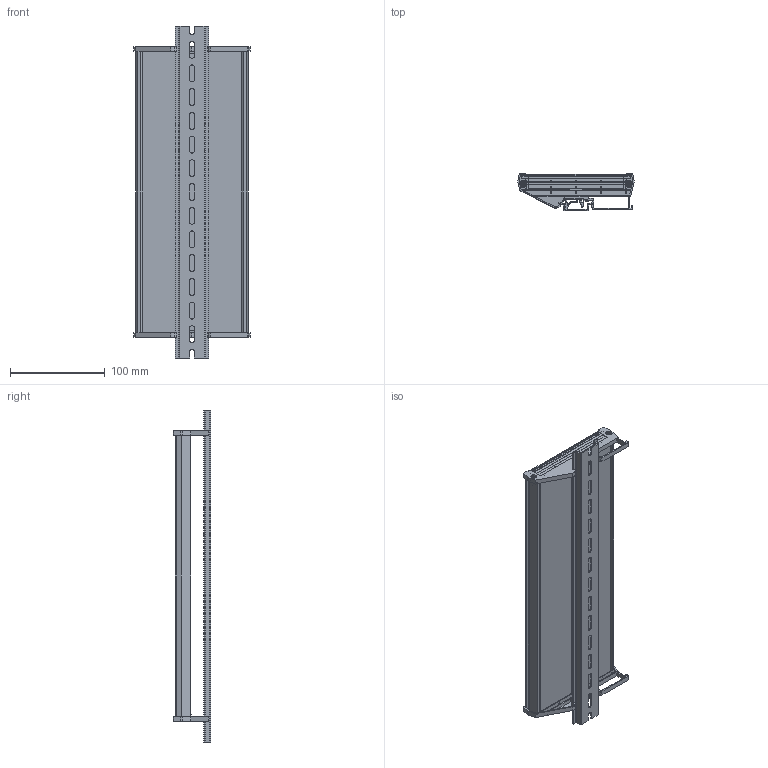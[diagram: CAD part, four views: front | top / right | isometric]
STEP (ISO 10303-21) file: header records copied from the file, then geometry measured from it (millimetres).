
FILE_DESCRIPTION (( 'STEP AP214' ), '1' );
FILE_NAME ('PHCR-PHRKLR-300.STEP', '2022-01-24T11:33:34', ( '' ), ( '' ), 'SwSTEP 2.0', 'SolidWorks 2017', '' );
FILE_SCHEMA (( 'AUTOMOTIVE_DESIGN' ));
Length unit declared in the file: millimetre
Products named in the file (16): Side Screw; Profile - 108_Profile-300; PHFR; PHCR-PHRKLR-300; PCB-108; Profile - 108; PHFL; Rail-150_Rail Length - 300; PCB-108_PCB-300; Rail-150
Assembly tree (9 placements, depth 2):
  Side Screw
  PHFR
  PHCR-PHRKLR-300
    Profile - 108_Profile-300
    PHFL
    PHFR
    PCB-108_PCB-300
    Rail-150_Rail Length - 300
    Side Screw  x4
  Side Screw
  PCB-108
Bounding box: 122.3 x 39.3 x 350 mm (x, y, z)
Volume: 174092 mm3; surface area: 240789.3 mm2
Topology: 9 solids, 9 shells, 830 faces, 2310 edges, 1525 vertices
Faces by surface type: plane 595, cylinder 187, cone 20, bspline 16, torus 12
Entity records: 25948 total; most frequent: CARTESIAN_POINT 4501, ORIENTED_EDGE 4242, DIRECTION 3975, EDGE_CURVE 2121, VECTOR 1723, LINE 1723, VERTEX_POINT 1408, AXIS2_PLACEMENT_3D 1126
